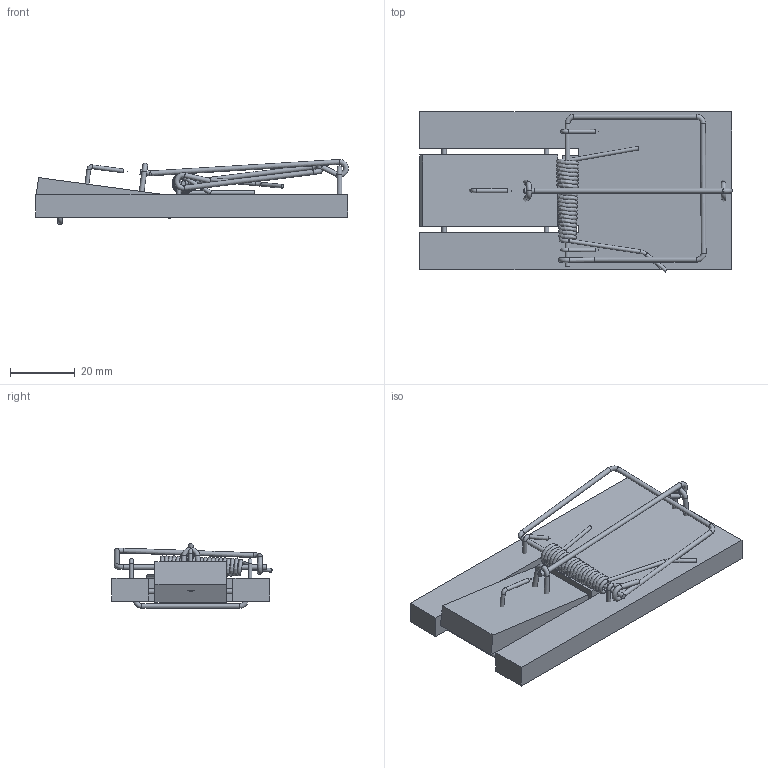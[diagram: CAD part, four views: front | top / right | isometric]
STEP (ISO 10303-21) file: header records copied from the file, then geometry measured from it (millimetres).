
FILE_DESCRIPTION(('FreeCAD Model'),'2;1');
FILE_NAME('Open CASCADE Shape Model','2025-05-02T17:06:49',('FreeCAD'),( 'FreeCAD'),'Open CASCADE STEP processor 7.6','FreeCAD','Unknown');
FILE_SCHEMA(('AUTOMOTIVE_DESIGN { 1 0 10303 214 1 1 1 1 }'));
Length unit declared in the file: millimetre
Products named in the file (1): Open CASCADE STEP translator 7.6 1
Bounding box: 96.3 x 49.29 x 20 mm (x, y, z)
Volume: 31962.4 mm3; surface area: 16360.7 mm2
Topology: 12 solids, 12 shells, 115 faces, 271 edges, 181 vertices
Faces by surface type: plane 44, cylinder 33, torus 19, cone 18, bspline 1
Full cylindrical faces by diameter (mm): 1.15 x3, 1.2 x6, 1.5 x18, 2 x3, 2.5 x3
Entity records: 5083 total; most frequent: CARTESIAN_POINT 2249, DIRECTION 670, ORIENTED_EDGE 542, AXIS2_PLACEMENT_3D 285, EDGE_CURVE 271, VERTEX_POINT 181, CIRCLE 164, FACE_BOUND 124
